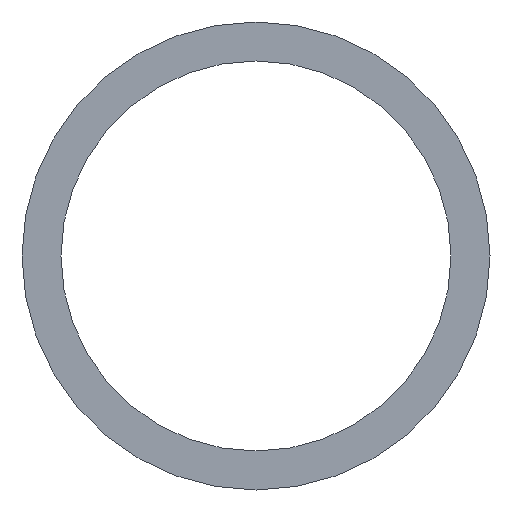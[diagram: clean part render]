
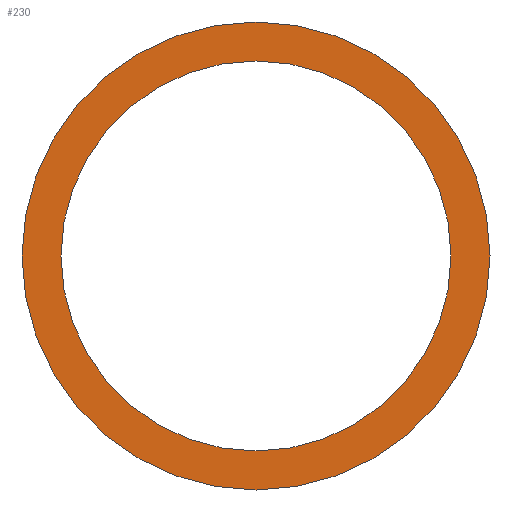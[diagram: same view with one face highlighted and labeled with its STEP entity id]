
A CAD part, front view. The second image highlights one B-rep face of the part: STEP entity #230.
In plain terms, the highlighted planar face has unit normal (0, -1, 0).
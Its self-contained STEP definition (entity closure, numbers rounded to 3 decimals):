
#5 = AXIS2_PLACEMENT_3D ( 'NONE', #157, #137, #78 ) ;
#19 = ORIENTED_EDGE ( 'NONE', *, *, #238, .T. ) ;
#34 = DIRECTION ( 'NONE',  ( 0., 1., 0. ) ) ;
#36 = PLANE ( 'NONE',  #118 ) ;
#45 = AXIS2_PLACEMENT_3D ( 'NONE', #85, #146, #170 ) ;
#53 = CARTESIAN_POINT ( 'NONE',  ( 0., 0., -5. ) ) ;
#56 = CIRCLE ( 'NONE', #57, 5. ) ;
#57 = AXIS2_PLACEMENT_3D ( 'NONE', #104, #34, #147 ) ;
#67 = DIRECTION ( 'NONE',  ( 0., 1., 0. ) ) ;
#73 = EDGE_CURVE ( 'NONE', #106, #152, #124, .T. ) ;
#78 = DIRECTION ( 'NONE',  ( 0., 0., 1. ) ) ;
#79 = CARTESIAN_POINT ( 'NONE',  ( 0., 0., 0. ) ) ;
#80 = ORIENTED_EDGE ( 'NONE', *, *, #220, .T. ) ;
#81 = DIRECTION ( 'NONE',  ( 0., 0., 1. ) ) ;
#83 = DIRECTION ( 'NONE',  ( 0., 0., 1. ) ) ;
#85 = CARTESIAN_POINT ( 'NONE',  ( 0., 0., 0. ) ) ;
#104 = CARTESIAN_POINT ( 'NONE',  ( 0., 0., 0. ) ) ;
#106 = VERTEX_POINT ( 'NONE', #116 ) ;
#109 = CARTESIAN_POINT ( 'NONE',  ( 0., 0., 5. ) ) ;
#116 = CARTESIAN_POINT ( 'NONE',  ( 0., 0., -6. ) ) ;
#118 = AXIS2_PLACEMENT_3D ( 'NONE', #206, #149, #83 ) ;
#119 = CARTESIAN_POINT ( 'NONE',  ( 0., 0., 6. ) ) ;
#124 = CIRCLE ( 'NONE', #5, 6. ) ;
#137 = DIRECTION ( 'NONE',  ( 0., 1., 0. ) ) ;
#139 = EDGE_CURVE ( 'NONE', #152, #106, #177, .T. ) ;
#146 = DIRECTION ( 'NONE',  ( 0., 1., 0. ) ) ;
#147 = DIRECTION ( 'NONE',  ( 0., 0., 1. ) ) ;
#148 = FACE_OUTER_BOUND ( 'NONE', #211, .T. ) ;
#149 = DIRECTION ( 'NONE',  ( 0., 1., 0. ) ) ;
#152 = VERTEX_POINT ( 'NONE', #119 ) ;
#157 = CARTESIAN_POINT ( 'NONE',  ( 0., 0., 0. ) ) ;
#168 = AXIS2_PLACEMENT_3D ( 'NONE', #79, #67, #81 ) ;
#170 = DIRECTION ( 'NONE',  ( 0., 0., 1. ) ) ;
#176 = CIRCLE ( 'NONE', #45, 5. ) ;
#177 = CIRCLE ( 'NONE', #168, 6. ) ;
#195 = ORIENTED_EDGE ( 'NONE', *, *, #73, .F. ) ;
#206 = CARTESIAN_POINT ( 'NONE',  ( 0., 0., 0. ) ) ;
#209 = EDGE_LOOP ( 'NONE', ( #19, #80 ) ) ;
#210 = ORIENTED_EDGE ( 'NONE', *, *, #139, .F. ) ;
#211 = EDGE_LOOP ( 'NONE', ( #195, #210 ) ) ;
#220 = EDGE_CURVE ( 'NONE', #233, #248, #56, .T. ) ;
#229 = FACE_BOUND ( 'NONE', #209, .T. ) ;
#230 = ADVANCED_FACE ( 'NONE', ( #148, #229 ), #36, .F. ) ;
#233 = VERTEX_POINT ( 'NONE', #109 ) ;
#238 = EDGE_CURVE ( 'NONE', #248, #233, #176, .T. ) ;
#248 = VERTEX_POINT ( 'NONE', #53 ) ;
